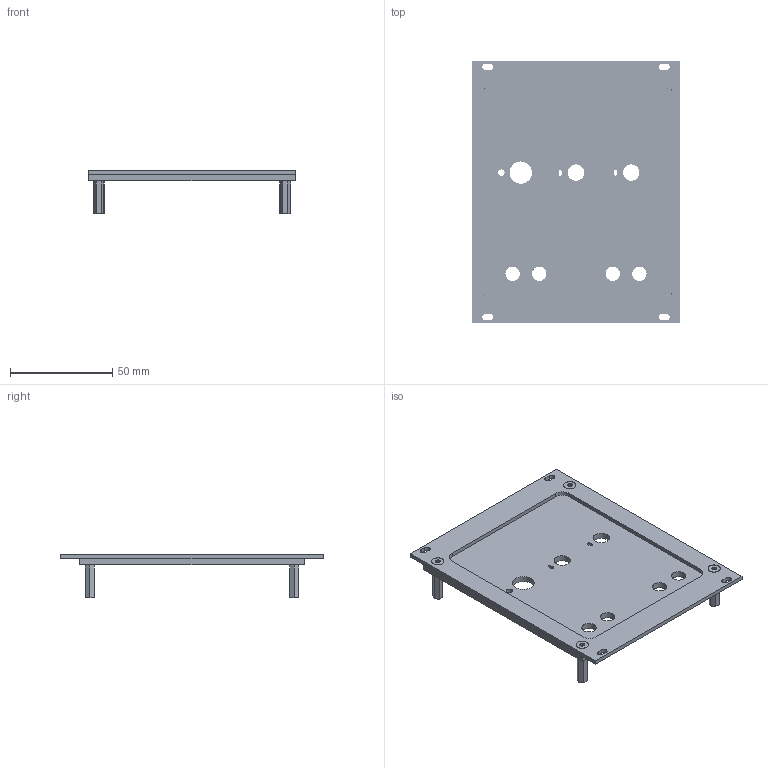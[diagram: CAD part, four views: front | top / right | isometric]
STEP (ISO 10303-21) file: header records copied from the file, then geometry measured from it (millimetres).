
FILE_DESCRIPTION(('FreeCAD Model'),'2;1');
FILE_NAME('Open CASCADE Shape Model','2024-12-01T11:37:11',(''),(''), 'Open CASCADE STEP processor 7.7','FreeCAD','Unknown');
FILE_SCHEMA(('AUTOMOTIVE_DESIGN { 1 0 10303 214 1 1 1 1 }'));
Length unit declared in the file: millimetre
Products named in the file (9): Assembly; Panel; Frame002; Window001; 95440A104_Black-Oxide 316 Stainless Steel Hex Drive Flat Head Screw002; 95440A104_Black-Oxide 316 Stainless Steel Hex Drive Flat Head Screw; 95440A104_Black-Oxide 316 Stainless Steel Hex Drive Flat Head Screw001; 001_ROUND_HEX_STANDOFFS; SOLID
Assembly tree (14 placements, depth 3):
  Assembly
    Panel
      Frame002
      Window001
    95440A104_Black-Oxide 316 Stainless Steel Hex Drive Flat Head Screw002  x4
      95440A104_Black-Oxide 316 Stainless Steel Hex Drive Flat Head Screw
      95440A104_Black-Oxide 316 Stainless Steel Hex Drive Flat Head Screw001
    001_ROUND_HEX_STANDOFFS  x4
      SOLID
Bounding box: 101.26 x 128.4 x 21.1 mm (x, y, z)
Volume: 42721.2 mm3; surface area: 37623.4 mm2
Topology: 14 solids, 14 shells, 852 faces, 2176 edges, 1360 vertices
Faces by surface type: cylinder 500, bspline 120, plane 112, cone 72, sphere 48
Full cylindrical faces by diameter (mm): 3.1 x1, 3.4 x8, 7 x4, 8 x2, 10.9 x1
Entity records: 48242 total; most frequent: CARTESIAN_POINT 35820, DIRECTION 1849, ORIENTED_EDGE 1352, PCURVE 1352, DEFINITIONAL_REPRESENTATION 1352, LINE 1035, VECTOR 1035, B_SPLINE_CURVE_WITH_KNOTS 695
